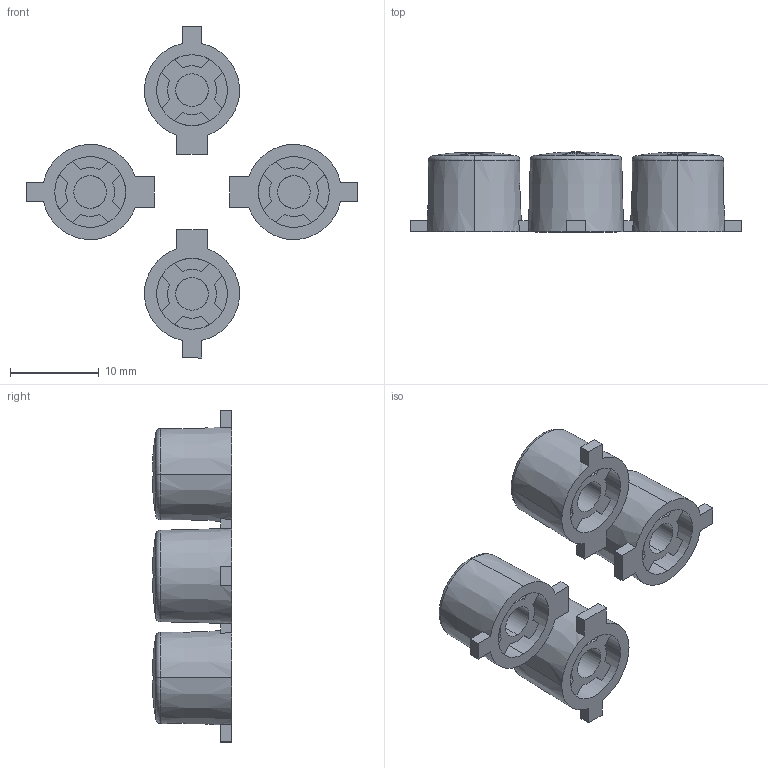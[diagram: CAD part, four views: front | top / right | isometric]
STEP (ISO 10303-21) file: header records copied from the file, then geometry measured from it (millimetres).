
FILE_DESCRIPTION (( 'STEP AP214' ), '1' );
FILE_NAME ('buttons-mod.STEP', '2021-09-04T14:53:00', ( 'NoNo' ), ( '' ), 'SwSTEP 2.0', 'none', '' );
FILE_SCHEMA (( 'AUTOMOTIVE_DESIGN' ));
Length unit declared in the file: millimetre
Products named in the file (1): buttons-mod
Bounding box: 37.5 x 9 x 37.5 mm (x, y, z)
Volume: 2267.1 mm3; surface area: 3175.3 mm2
Topology: 4 solids, 4 shells, 310 faces, 935 edges, 619 vertices
Faces by surface type: plane 197, cylinder 81, sphere 16, cone 8, torus 8
Entity records: 11084 total; most frequent: CARTESIAN_POINT 2353, ORIENTED_EDGE 1870, DIRECTION 1841, EDGE_CURVE 935, AXIS2_PLACEMENT_3D 663, VERTEX_POINT 619, LINE 515, VECTOR 515
